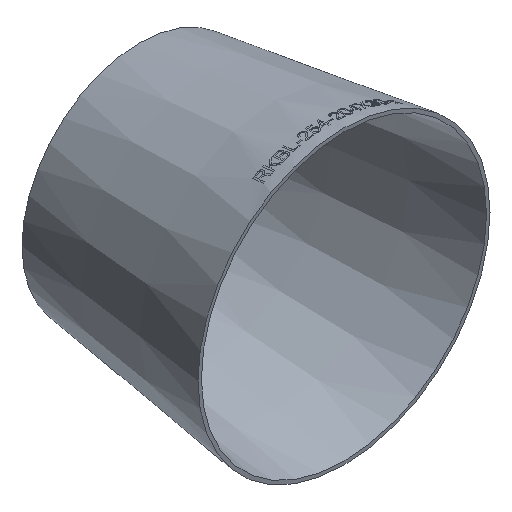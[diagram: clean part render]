
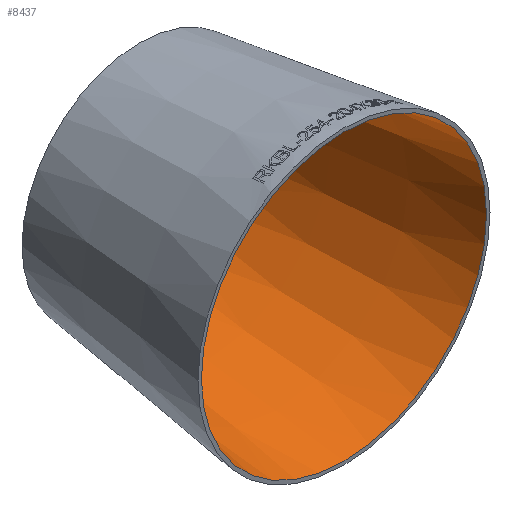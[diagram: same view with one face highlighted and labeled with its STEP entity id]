
A CAD part, isometric view. The second image highlights one B-rep face of the part: STEP entity #8437.
In plain terms, the highlighted conical face has half-angle 7.995 degrees and reference radius 123.971 mm.
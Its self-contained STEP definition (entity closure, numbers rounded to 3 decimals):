
#719 = FACE_OUTER_BOUND ( 'NONE', #14775, .T. ) ;
#2549 = ORIENTED_EDGE ( 'NONE', *, *, #27431, .F. ) ;
#4525 = AXIS2_PLACEMENT_3D ( 'NONE', #27915, #19474, #7337 ) ;
#7337 = DIRECTION ( 'NONE',  ( 0., 0., -1. ) ) ;
#8232 = DIRECTION ( 'NONE',  ( 0., 0., -1. ) ) ;
#8386 = CARTESIAN_POINT ( 'NONE',  ( 0., 0., -123.971 ) ) ;
#8437 = ADVANCED_FACE ( 'NONE', ( #23641, #719 ), #31209, .F. ) ;
#8481 = EDGE_LOOP ( 'NONE', ( #2549 ) ) ;
#9704 = DIRECTION ( 'NONE',  ( 0., 0., -1. ) ) ;
#13061 = CARTESIAN_POINT ( 'NONE',  ( 0., 178., -98.971 ) ) ;
#14591 = CIRCLE ( 'NONE', #17250, 98.971 ) ;
#14775 = EDGE_LOOP ( 'NONE', ( #28983 ) ) ;
#17250 = AXIS2_PLACEMENT_3D ( 'NONE', #29426, #32713, #9704 ) ;
#17651 = CIRCLE ( 'NONE', #24062, 123.971 ) ;
#17931 = VERTEX_POINT ( 'NONE', #13061 ) ;
#17949 = DIRECTION ( 'NONE',  ( 0., -1., 0. ) ) ;
#19474 = DIRECTION ( 'NONE',  ( 0., -1., 0. ) ) ;
#21094 = VERTEX_POINT ( 'NONE', #8386 ) ;
#23339 = EDGE_CURVE ( 'NONE', #21094, #21094, #17651, .T. ) ;
#23622 = CARTESIAN_POINT ( 'NONE',  ( 0., 0., 0. ) ) ;
#23641 = FACE_BOUND ( 'NONE', #8481, .T. ) ;
#24062 = AXIS2_PLACEMENT_3D ( 'NONE', #23622, #17949, #8232 ) ;
#27431 = EDGE_CURVE ( 'NONE', #17931, #17931, #14591, .T. ) ;
#27915 = CARTESIAN_POINT ( 'NONE',  ( 0., 0., 0. ) ) ;
#28983 = ORIENTED_EDGE ( 'NONE', *, *, #23339, .T. ) ;
#29426 = CARTESIAN_POINT ( 'NONE',  ( 0., 178., 0. ) ) ;
#31209 = CONICAL_SURFACE ( 'NONE', #4525, 123.971, 0.14 ) ;
#32713 = DIRECTION ( 'NONE',  ( 0., -1., 0. ) ) ;
